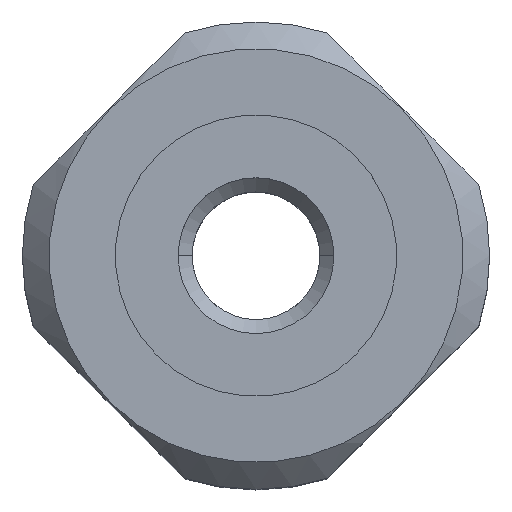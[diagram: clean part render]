
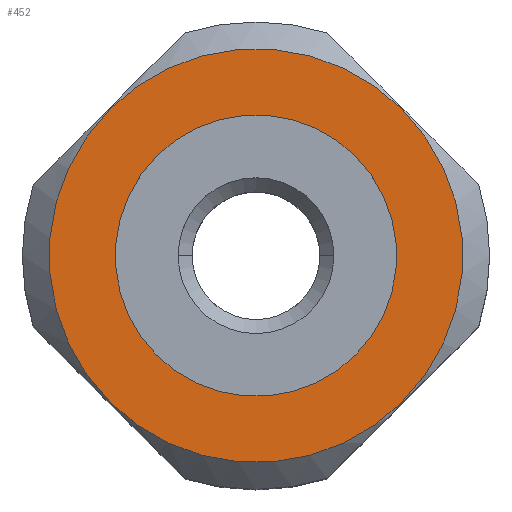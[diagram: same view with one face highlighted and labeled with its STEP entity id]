
A CAD part, top view. The second image highlights one B-rep face of the part: STEP entity #452.
In plain terms, the highlighted planar face has unit normal (0, 0, 1).
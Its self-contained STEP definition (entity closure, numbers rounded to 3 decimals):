
#452=ADVANCED_FACE('',(#1078,#1079),#1080,.T.);
#512=VERTEX_POINT('',#1145);
#596=EDGE_CURVE('',#840,#512,#1239,.T.);
#624=VERTEX_POINT('',#1272);
#672=EDGE_CURVE('',#624,#694,#1323,.T.);
#694=VERTEX_POINT('',#1348);
#840=VERTEX_POINT('',#1509);
#844=EDGE_CURVE('',#694,#624,#1513,.T.);
#902=EDGE_CURVE('',#512,#840,#1578,.T.);
#1078=FACE_BOUND('',#1846,.T.);
#1079=FACE_OUTER_BOUND('',#1847,.T.);
#1080=PLANE('',#1848);
#1145=CARTESIAN_POINT('',(-3.831,-3.831,0.));
#1239=CIRCLE('',#2068,5.418);
#1272=CARTESIAN_POINT('',(-5.632,-5.632,0.));
#1323=CIRCLE('',#2185,7.965);
#1348=CARTESIAN_POINT('',(5.632,5.632,0.0));
#1509=CARTESIAN_POINT('',(3.831,3.831,0.0));
#1513=CIRCLE('',#2487,7.965);
#1578=CIRCLE('',#2580,5.418);
#1846=EDGE_LOOP('',(#2777,#2778));
#1847=EDGE_LOOP('',(#2779,#2780));
#1848=AXIS2_PLACEMENT_3D('',#2781,#2782,#2783);
#2068=AXIS2_PLACEMENT_3D('',#2971,#2972,#2973);
#2185=AXIS2_PLACEMENT_3D('',#3062,#3063,#3064);
#2487=AXIS2_PLACEMENT_3D('',#3292,#3293,#3294);
#2580=AXIS2_PLACEMENT_3D('',#3364,#3365,#3366);
#2777=ORIENTED_EDGE('',*,*,#596,.F.);
#2778=ORIENTED_EDGE('',*,*,#902,.F.);
#2779=ORIENTED_EDGE('',*,*,#844,.T.);
#2780=ORIENTED_EDGE('',*,*,#672,.T.);
#2781=CARTESIAN_POINT('',(4.732,4.732,0.0));
#2782=DIRECTION('',(0.,0.,1.0));
#2783=DIRECTION('',(0.707,0.707,0.0));
#2971=CARTESIAN_POINT('',(0.0,0.0,0.0));
#2972=DIRECTION('',(0.,0.,1.0));
#2973=DIRECTION('',(0.707,0.707,0.0));
#3062=CARTESIAN_POINT('',(0.0,0.0,0.0));
#3063=DIRECTION('',(0.,0.,1.0));
#3064=DIRECTION('',(0.707,0.707,0.0));
#3292=CARTESIAN_POINT('',(0.0,0.0,0.0));
#3293=DIRECTION('',(0.,0.,1.0));
#3294=DIRECTION('',(0.707,0.707,0.0));
#3364=CARTESIAN_POINT('',(0.0,0.0,0.0));
#3365=DIRECTION('',(0.,0.,1.0));
#3366=DIRECTION('',(0.707,0.707,0.0));
